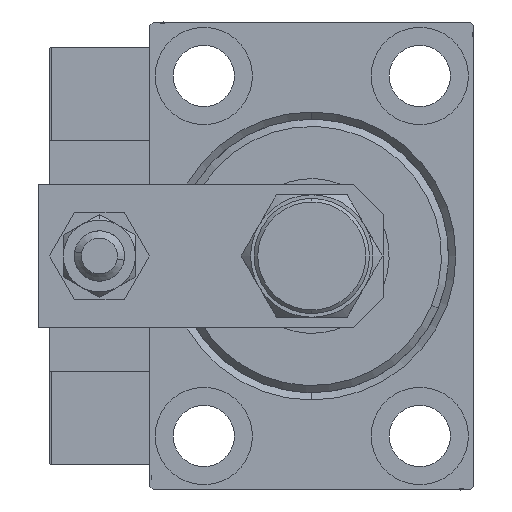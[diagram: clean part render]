
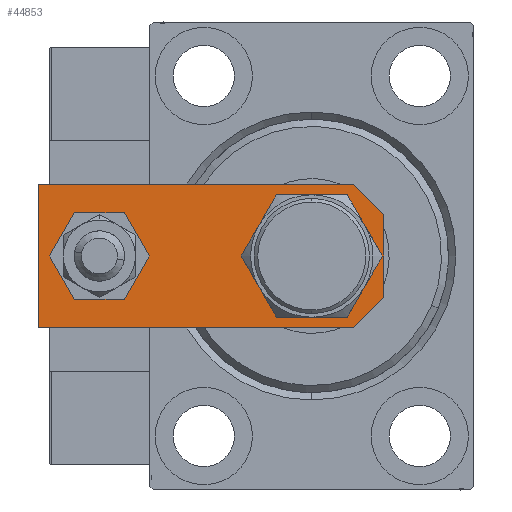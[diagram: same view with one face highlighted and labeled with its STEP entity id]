
A CAD part, left-side view. The second image highlights one B-rep face of the part: STEP entity #44853.
In plain terms, the highlighted face is planar.
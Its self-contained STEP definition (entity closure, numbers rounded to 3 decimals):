
#328 = LINE ( 'NONE', #17434, #40677 ) ;
#397 = FACE_BOUND ( 'NONE', #45892, .T. ) ;
#2240 = DIRECTION ( 'NONE',  ( 0., 1., 0. ) ) ;
#2477 = CARTESIAN_POINT ( 'NONE',  ( -10., 4.24, 6. ) ) ;
#4000 = DIRECTION ( 'NONE',  ( 1., 0., 0. ) ) ;
#4737 = VERTEX_POINT ( 'NONE', #35693 ) ;
#5727 = LINE ( 'NONE', #29587, #5895 ) ;
#5895 = VECTOR ( 'NONE', #2240, 1000. ) ;
#6719 = CARTESIAN_POINT ( 'NONE',  ( 0., 10., 6. ) ) ;
#7102 = DIRECTION ( 'NONE',  ( 0., 0., 1. ) ) ;
#7524 = ORIENTED_EDGE ( 'NONE', *, *, #50691, .T. ) ;
#8166 = PLANE ( 'NONE',  #8370 ) ;
#8370 = AXIS2_PLACEMENT_3D ( 'NONE', #45107, #52582, #24489 ) ;
#9031 = AXIS2_PLACEMENT_3D ( 'NONE', #6719, #23063, #15017 ) ;
#10032 = CIRCLE ( 'NONE', #32307, 4. ) ;
#10558 = CARTESIAN_POINT ( 'NONE',  ( 5.76, 0., 6. ) ) ;
#11857 = CARTESIAN_POINT ( 'NONE',  ( 4., 39.5, 6. ) ) ;
#12060 = ORIENTED_EDGE ( 'NONE', *, *, #43667, .T. ) ;
#12709 = EDGE_CURVE ( 'NONE', #38801, #19200, #35073, .T. ) ;
#12777 = ORIENTED_EDGE ( 'NONE', *, *, #35378, .T. ) ;
#13283 = VERTEX_POINT ( 'NONE', #23436 ) ;
#13710 = ORIENTED_EDGE ( 'NONE', *, *, #39199, .F. ) ;
#13844 = EDGE_CURVE ( 'NONE', #19200, #38801, #10032, .T. ) ;
#14014 = ORIENTED_EDGE ( 'NONE', *, *, #16525, .T. ) ;
#14858 = CARTESIAN_POINT ( 'NONE',  ( 0., 10., 6. ) ) ;
#15017 = DIRECTION ( 'NONE',  ( 1., 0., 0. ) ) ;
#15645 = DIRECTION ( 'NONE',  ( -1., 0., 0. ) ) ;
#15871 = CIRCLE ( 'NONE', #9031, 7.25 ) ;
#16514 = CARTESIAN_POINT ( 'NONE',  ( -10., 48., 6. ) ) ;
#16525 = EDGE_CURVE ( 'NONE', #17984, #27494, #44295, .T. ) ;
#16743 = CARTESIAN_POINT ( 'NONE',  ( -7.25, 10., 6. ) ) ;
#17434 = CARTESIAN_POINT ( 'NONE',  ( 2.88, -2.88, 6. ) ) ;
#17984 = VERTEX_POINT ( 'NONE', #47051 ) ;
#18182 = CARTESIAN_POINT ( 'NONE',  ( -2.88, -2.88, 6. ) ) ;
#18250 = VERTEX_POINT ( 'NONE', #10558 ) ;
#19200 = VERTEX_POINT ( 'NONE', #49349 ) ;
#19313 = VERTEX_POINT ( 'NONE', #2477 ) ;
#19517 = ORIENTED_EDGE ( 'NONE', *, *, #31430, .T. ) ;
#20962 = ORIENTED_EDGE ( 'NONE', *, *, #13844, .F. ) ;
#23063 = DIRECTION ( 'NONE',  ( 0., 0., 1. ) ) ;
#23436 = CARTESIAN_POINT ( 'NONE',  ( 7.25, 10., 6. ) ) ;
#24206 = CARTESIAN_POINT ( 'NONE',  ( 10., 48., 6. ) ) ;
#24489 = DIRECTION ( 'NONE',  ( 1., 0., 0. ) ) ;
#25104 = VECTOR ( 'NONE', #34509, 1000. ) ;
#25639 = CARTESIAN_POINT ( 'NONE',  ( 10., 4.24, 6. ) ) ;
#26296 = CIRCLE ( 'NONE', #48514, 7.25 ) ;
#27494 = VERTEX_POINT ( 'NONE', #31439 ) ;
#28717 = DIRECTION ( 'NONE',  ( 0.707, 0.707, 0. ) ) ;
#28823 = DIRECTION ( 'NONE',  ( 1., 0., 0. ) ) ;
#29029 = CARTESIAN_POINT ( 'NONE',  ( -10., 0., 6. ) ) ;
#29587 = CARTESIAN_POINT ( 'NONE',  ( 10., 0., 6. ) ) ;
#29605 = CARTESIAN_POINT ( 'NONE',  ( 0., 39.5, 6. ) ) ;
#29990 = ORIENTED_EDGE ( 'NONE', *, *, #43892, .F. ) ;
#30361 = VERTEX_POINT ( 'NONE', #25639 ) ;
#30437 = ORIENTED_EDGE ( 'NONE', *, *, #12709, .F. ) ;
#31430 = EDGE_CURVE ( 'NONE', #19313, #4737, #51075, .T. ) ;
#31439 = CARTESIAN_POINT ( 'NONE',  ( -10., 48., 6. ) ) ;
#32307 = AXIS2_PLACEMENT_3D ( 'NONE', #29605, #33357, #28823 ) ;
#32587 = LINE ( 'NONE', #16514, #51906 ) ;
#32660 = DIRECTION ( 'NONE',  ( 0., 0., 1. ) ) ;
#32847 = DIRECTION ( 'NONE',  ( 0., -1., 0. ) ) ;
#33023 = LINE ( 'NONE', #29029, #47071 ) ;
#33357 = DIRECTION ( 'NONE',  ( 0., 0., 1. ) ) ;
#34509 = DIRECTION ( 'NONE',  ( 0.707, -0.707, 0. ) ) ;
#35073 = CIRCLE ( 'NONE', #36768, 4. ) ;
#35378 = EDGE_CURVE ( 'NONE', #18250, #30361, #328, .T. ) ;
#35693 = CARTESIAN_POINT ( 'NONE',  ( -5.76, 0., 6. ) ) ;
#36768 = AXIS2_PLACEMENT_3D ( 'NONE', #37206, #32660, #4000 ) ;
#37084 = FACE_BOUND ( 'NONE', #52734, .T. ) ;
#37206 = CARTESIAN_POINT ( 'NONE',  ( 0., 39.5, 6. ) ) ;
#38027 = EDGE_LOOP ( 'NONE', ( #12060, #19517, #7524, #12777, #40219, #14014 ) ) ;
#38801 = VERTEX_POINT ( 'NONE', #11857 ) ;
#39199 = EDGE_CURVE ( 'NONE', #51791, #13283, #15871, .T. ) ;
#40219 = ORIENTED_EDGE ( 'NONE', *, *, #47729, .T. ) ;
#40677 = VECTOR ( 'NONE', #28717, 1000. ) ;
#43667 = EDGE_CURVE ( 'NONE', #27494, #19313, #32587, .T. ) ;
#43892 = EDGE_CURVE ( 'NONE', #13283, #51791, #26296, .T. ) ;
#44295 = LINE ( 'NONE', #24206, #45179 ) ;
#44840 = FACE_OUTER_BOUND ( 'NONE', #38027, .T. ) ;
#44853 = ADVANCED_FACE ( 'NONE', ( #37084, #44840, #397 ), #8166, .T. ) ;
#45107 = CARTESIAN_POINT ( 'NONE',  ( 0., 0., 6. ) ) ;
#45179 = VECTOR ( 'NONE', #15645, 1000. ) ;
#45345 = DIRECTION ( 'NONE',  ( 1., 0., 0. ) ) ;
#45892 = EDGE_LOOP ( 'NONE', ( #13710, #29990 ) ) ;
#47051 = CARTESIAN_POINT ( 'NONE',  ( 10., 48., 6. ) ) ;
#47071 = VECTOR ( 'NONE', #45345, 1000. ) ;
#47508 = DIRECTION ( 'NONE',  ( 1., 0., 0. ) ) ;
#47729 = EDGE_CURVE ( 'NONE', #30361, #17984, #5727, .T. ) ;
#48514 = AXIS2_PLACEMENT_3D ( 'NONE', #14858, #7102, #47508 ) ;
#49349 = CARTESIAN_POINT ( 'NONE',  ( -4., 39.5, 6. ) ) ;
#50691 = EDGE_CURVE ( 'NONE', #4737, #18250, #33023, .T. ) ;
#51075 = LINE ( 'NONE', #18182, #25104 ) ;
#51791 = VERTEX_POINT ( 'NONE', #16743 ) ;
#51906 = VECTOR ( 'NONE', #32847, 1000. ) ;
#52582 = DIRECTION ( 'NONE',  ( 0., 0., 1. ) ) ;
#52734 = EDGE_LOOP ( 'NONE', ( #20962, #30437 ) ) ;
